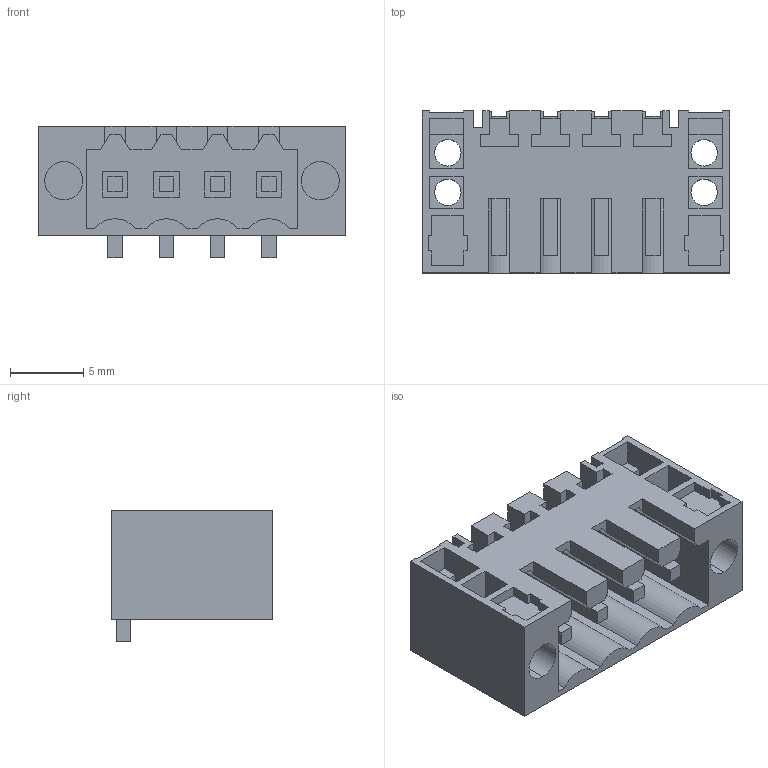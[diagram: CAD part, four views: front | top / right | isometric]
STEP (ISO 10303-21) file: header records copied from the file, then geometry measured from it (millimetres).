
FILE_DESCRIPTION(('CATIA V5 STEP Exchange','CAx-IF Rec.Pracs.--- Model Styling and Organization---1.2---2011-12-15'),'2;1');
FILE_NAME ('D1455634_0_1762022001_1762022001.stp','2018-03-10T06:13:50+00:00',('none'),('Weidmueller'),'CATIA Version 5-6 Release 2014','CATIA V5 STEP AP214','none');
FILE_SCHEMA(('AUTOMOTIVE_DESIGN { 1 0 10303 214 1 1 1 1 }'));
Length unit declared in the file: millimetre
Products named in the file (1): 1762022001
Bounding box: 21 x 11.05 x 8.95 mm (x, y, z)
Volume: 816.1 mm3; surface area: 2078.9 mm2
Topology: 5 solids, 5 shells, 292 faces, 851 edges, 575 vertices
Faces by surface type: plane 272, cylinder 20
Entity records: 9058 total; most frequent: ORIENTED_EDGE 1702, CARTESIAN_POINT 1621, DIRECTION 1239, EDGE_CURVE 851, VECTOR 811, LINE 811, VERTEX_POINT 575, EDGE_LOOP 320
